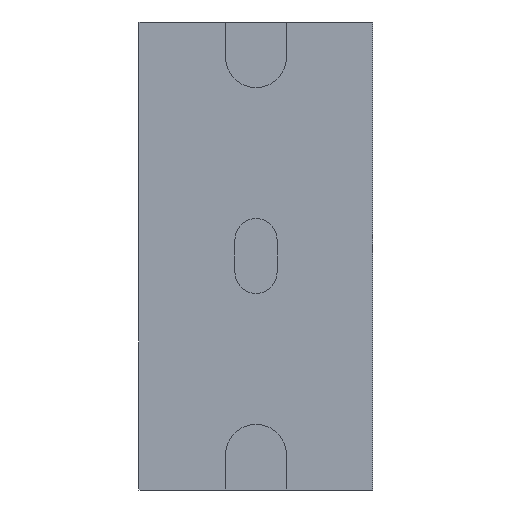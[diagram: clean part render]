
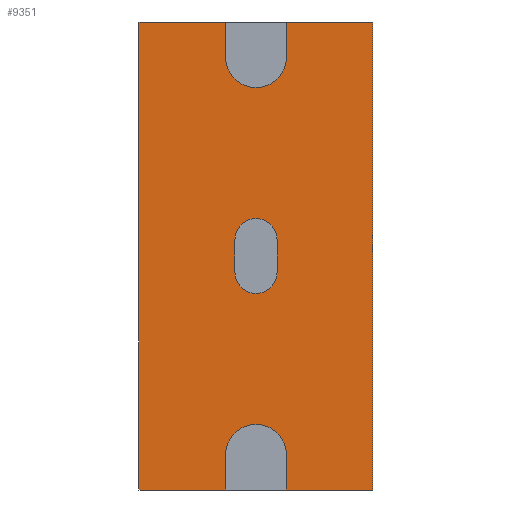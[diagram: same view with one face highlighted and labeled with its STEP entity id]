
A CAD part, front view. The second image highlights one B-rep face of the part: STEP entity #9351.
In plain terms, the highlighted planar face has unit normal (0, -1, 0).
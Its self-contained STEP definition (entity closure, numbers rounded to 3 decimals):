
#3706=CARTESIAN_POINT('',(0.,-32.2,996.25));
#3707=DIRECTION('',(0.,-1.,0.));
#3708=DIRECTION('',(-1.,0.,0.));
#3709=AXIS2_PLACEMENT_3D('',#3706,#3707,#3708);
#3714=DIRECTION('',(1.,0.,0.));
#3715=VECTOR('',#3714,9.25);
#3716=CARTESIAN_POINT('',(3.25,-32.2,1000.));
#3717=LINE('',#3716,#3715);
#3721=DIRECTION('',(0.,0.,-1.));
#3722=VECTOR('',#3721,50.);
#3723=CARTESIAN_POINT('',(12.5,-32.2,1000.));
#3724=LINE('',#3723,#3722);
#3728=DIRECTION('',(0.,0.,1.));
#3729=VECTOR('',#3728,3.75);
#3730=CARTESIAN_POINT('',(3.25,-32.2,950.));
#3731=LINE('',#3730,#3729);
#3735=CARTESIAN_POINT('',(0.,-32.2,953.75));
#3736=DIRECTION('',(0.,-1.,0.));
#3737=DIRECTION('',(1.,0.,0.));
#3738=AXIS2_PLACEMENT_3D('',#3735,#3736,#3737);
#3743=DIRECTION('',(1.,0.,0.));
#3744=VECTOR('',#3743,9.25);
#3745=CARTESIAN_POINT('',(-12.5,-32.2,1000.));
#3746=LINE('',#3745,#3744);
#3750=DIRECTION('',(0.,0.,-1.));
#3751=VECTOR('',#3750,3.75);
#3752=CARTESIAN_POINT('',(-3.25,-32.2,1000.));
#3753=LINE('',#3752,#3751);
#3757=CARTESIAN_POINT('',(0.,-32.2,976.75));
#3758=DIRECTION('',(0.,-1.,0.));
#3759=DIRECTION('',(1.,0.,0.));
#3760=AXIS2_PLACEMENT_3D('',#3757,#3758,#3759);
#3765=CARTESIAN_POINT('',(0.,-32.2,973.25));
#3766=DIRECTION('',(0.,-1.,0.));
#3767=DIRECTION('',(-1.,0.,0.));
#3768=AXIS2_PLACEMENT_3D('',#3765,#3766,#3767);
#3773=DIRECTION('',(0.,0.,-1.));
#3774=VECTOR('',#3773,3.75);
#3775=CARTESIAN_POINT('',(3.25,-32.2,1000.));
#3776=LINE('',#3775,#3774);
#4280=DIRECTION('',(1.,0.,0.));
#4281=VECTOR('',#4280,9.25);
#4282=CARTESIAN_POINT('',(3.25,-32.2,950.));
#4283=LINE('',#4282,#4281);
#4385=DIRECTION('',(0.,0.,1.));
#4386=VECTOR('',#4385,3.75);
#4387=CARTESIAN_POINT('',(-3.25,-32.2,950.));
#4388=LINE('',#4387,#4386);
#4469=DIRECTION('',(1.,0.,0.));
#4470=VECTOR('',#4469,9.25);
#4471=CARTESIAN_POINT('',(-12.5,-32.2,950.));
#4472=LINE('',#4471,#4470);
#4644=DIRECTION('',(0.,0.,-1.));
#4645=VECTOR('',#4644,50.);
#4646=CARTESIAN_POINT('',(-12.5,-32.2,1000.));
#4647=LINE('',#4646,#4645);
#8263=DIRECTION('',(0.,0.,-1.));
#8264=VECTOR('',#8263,3.5);
#8265=CARTESIAN_POINT('',(2.25,-32.2,976.75));
#8266=LINE('',#8265,#8264);
#8284=DIRECTION('',(0.,0.,1.));
#8285=VECTOR('',#8284,3.5);
#8286=CARTESIAN_POINT('',(-2.25,-32.2,973.25));
#8287=LINE('',#8286,#8285);
#8305=CARTESIAN_POINT('',(-3.25,-32.2,1000.));
#8307=VERTEX_POINT('',#8305);
#8309=CARTESIAN_POINT('',(-12.5,-32.2,1000.));
#8310=VERTEX_POINT('',#8309);
#8331=CARTESIAN_POINT('',(-3.25,-32.2,996.25));
#8332=VERTEX_POINT('',#8331);
#8359=CARTESIAN_POINT('',(3.25,-32.2,996.25));
#8360=VERTEX_POINT('',#8359);
#8361=CARTESIAN_POINT('',(3.25,-32.2,1000.));
#8362=VERTEX_POINT('',#8361);
#8363=CARTESIAN_POINT('',(12.5,-32.2,1000.));
#8364=VERTEX_POINT('',#8363);
#8365=CARTESIAN_POINT('',(12.5,-32.2,950.));
#8366=VERTEX_POINT('',#8365);
#8367=CARTESIAN_POINT('',(3.25,-32.2,950.));
#8368=VERTEX_POINT('',#8367);
#8369=CARTESIAN_POINT('',(3.25,-32.2,953.75));
#8370=VERTEX_POINT('',#8369);
#8371=CARTESIAN_POINT('',(-3.25,-32.2,953.75));
#8372=VERTEX_POINT('',#8371);
#8373=CARTESIAN_POINT('',(-3.25,-32.2,950.));
#8374=VERTEX_POINT('',#8373);
#8375=CARTESIAN_POINT('',(-12.5,-32.2,950.));
#8376=VERTEX_POINT('',#8375);
#8377=CARTESIAN_POINT('',(2.25,-32.2,976.75));
#8378=CARTESIAN_POINT('',(2.25,-32.2,973.25));
#8379=VERTEX_POINT('',#8377);
#8380=VERTEX_POINT('',#8378);
#8381=CARTESIAN_POINT('',(-2.25,-32.2,976.75));
#8382=VERTEX_POINT('',#8381);
#8383=CARTESIAN_POINT('',(-2.25,-32.2,973.25));
#8384=VERTEX_POINT('',#8383);
#9313=CARTESIAN_POINT('',(-12.5,-32.2,1000.));
#9314=DIRECTION('',(0.,-1.,0.));
#9315=DIRECTION('',(1.,0.,0.));
#9316=AXIS2_PLACEMENT_3D('',#9313,#9314,#9315);
#9317=PLANE('',#9316);
#9318=ORIENTED_EDGE('',*,*,#9297,.T.);
#9320=ORIENTED_EDGE('',*,*,#9319,.F.);
#9322=ORIENTED_EDGE('',*,*,#9321,.T.);
#9324=ORIENTED_EDGE('',*,*,#9323,.T.);
#9326=ORIENTED_EDGE('',*,*,#9325,.F.);
#9328=ORIENTED_EDGE('',*,*,#9327,.T.);
#9330=ORIENTED_EDGE('',*,*,#9329,.T.);
#9332=ORIENTED_EDGE('',*,*,#9331,.F.);
#9334=ORIENTED_EDGE('',*,*,#9333,.F.);
#9336=ORIENTED_EDGE('',*,*,#9335,.F.);
#9337=ORIENTED_EDGE('',*,*,#9191,.T.);
#9338=ORIENTED_EDGE('',*,*,#9233,.T.);
#9339=EDGE_LOOP('',(#9318,#9320,#9322,#9324,#9326,#9328,#9330,#9332,#9334,#9336,
#9337,#9338));
#9340=FACE_OUTER_BOUND('',#9339,.F.);
#9342=ORIENTED_EDGE('',*,*,#9341,.F.);
#9344=ORIENTED_EDGE('',*,*,#9343,.T.);
#9346=ORIENTED_EDGE('',*,*,#9345,.F.);
#9348=ORIENTED_EDGE('',*,*,#9347,.T.);
#9349=EDGE_LOOP('',(#9342,#9344,#9346,#9348));
#9350=FACE_BOUND('',#9349,.F.);
#3710=CIRCLE('',#3709,3.25);
#3739=CIRCLE('',#3738,3.25);
#3761=CIRCLE('',#3760,2.25);
#3769=CIRCLE('',#3768,2.25);
#9191=EDGE_CURVE('',#8310,#8307,#3746,.T.);
#9233=EDGE_CURVE('',#8307,#8332,#3753,.T.);
#9297=EDGE_CURVE('',#8332,#8360,#3710,.T.);
#9319=EDGE_CURVE('',#8362,#8360,#3776,.T.);
#9321=EDGE_CURVE('',#8362,#8364,#3717,.T.);
#9323=EDGE_CURVE('',#8364,#8366,#3724,.T.);
#9325=EDGE_CURVE('',#8368,#8366,#4283,.T.);
#9327=EDGE_CURVE('',#8368,#8370,#3731,.T.);
#9329=EDGE_CURVE('',#8370,#8372,#3739,.T.);
#9331=EDGE_CURVE('',#8374,#8372,#4388,.T.);
#9333=EDGE_CURVE('',#8376,#8374,#4472,.T.);
#9335=EDGE_CURVE('',#8310,#8376,#4647,.T.);
#9341=EDGE_CURVE('',#8379,#8380,#8266,.T.);
#9343=EDGE_CURVE('',#8379,#8382,#3761,.T.);
#9345=EDGE_CURVE('',#8384,#8382,#8287,.T.);
#9347=EDGE_CURVE('',#8384,#8380,#3769,.T.);
#9351=ADVANCED_FACE('',(#9340,#9350),#9317,.T.);
